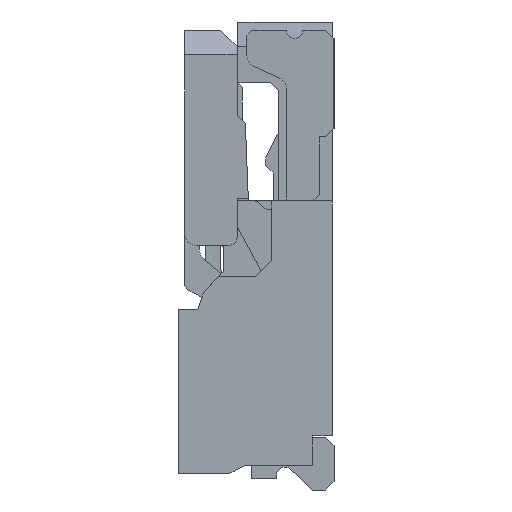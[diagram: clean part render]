
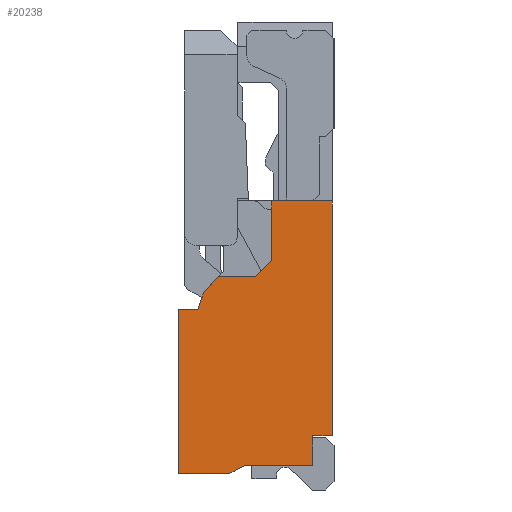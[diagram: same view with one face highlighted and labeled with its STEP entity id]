
A CAD part, left-side view. The second image highlights one B-rep face of the part: STEP entity #20238.
In plain terms, the highlighted planar face has unit normal (-1, 0, 0).
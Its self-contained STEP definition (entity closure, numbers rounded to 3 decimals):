
#2180=DIRECTION('',(0.,1.,0.));
#2181=VECTOR('',#2180,0.37);
#2182=CARTESIAN_POINT('',(-2.475,0.,0.));
#2183=LINE('',#2182,#2181);
#5104=DIRECTION('',(0.,-1.,0.));
#5105=VECTOR('',#5104,0.223);
#5106=CARTESIAN_POINT('',(-2.475,0.693,-0.46));
#5107=LINE('',#5106,#5105);
#5108=DIRECTION('',(0.,-0.707,0.707));
#5109=VECTOR('',#5108,0.141);
#5110=CARTESIAN_POINT('',(-2.475,0.47,-0.46));
#5111=LINE('',#5110,#5109);
#5112=DIRECTION('',(0.,0.,-1.));
#5113=VECTOR('',#5112,0.36);
#5114=CARTESIAN_POINT('',(-2.475,0.37,0.));
#5115=LINE('',#5114,#5113);
#5116=DIRECTION('',(0.,0.,-1.));
#5117=VECTOR('',#5116,1.43);
#5118=CARTESIAN_POINT('',(-2.475,0.,0.));
#5119=LINE('',#5118,#5117);
#5120=DIRECTION('',(0.,1.,0.));
#5121=VECTOR('',#5120,0.12);
#5122=CARTESIAN_POINT('',(-2.475,0.,-1.43));
#5123=LINE('',#5122,#5121);
#5124=DIRECTION('',(0.,0.,-1.));
#5125=VECTOR('',#5124,0.18);
#5126=CARTESIAN_POINT('',(-2.475,0.12,-1.43));
#5127=LINE('',#5126,#5125);
#5128=DIRECTION('',(0.,1.,0.));
#5129=VECTOR('',#5128,0.41);
#5130=CARTESIAN_POINT('',(-2.475,0.12,-1.61));
#5131=LINE('',#5130,#5129);
#5132=DIRECTION('',(0.,0.894,-0.447));
#5133=VECTOR('',#5132,0.112);
#5134=CARTESIAN_POINT('',(-2.475,0.53,-1.61));
#5135=LINE('',#5134,#5133);
#5136=DIRECTION('',(0.,1.,0.));
#5137=VECTOR('',#5136,0.31);
#5138=CARTESIAN_POINT('',(-2.475,0.63,-1.66));
#5139=LINE('',#5138,#5137);
#5140=DIRECTION('',(0.,0.,1.));
#5141=VECTOR('',#5140,1.);
#5142=CARTESIAN_POINT('',(-2.475,0.94,-1.66));
#5143=LINE('',#5142,#5141);
#5144=DIRECTION('',(0.,-1.,0.));
#5145=VECTOR('',#5144,0.12);
#5146=CARTESIAN_POINT('',(-2.475,0.94,-0.66));
#5147=LINE('',#5146,#5145);
#5148=DIRECTION('',(0.,-0.33,0.944));
#5149=VECTOR('',#5148,0.106);
#5150=CARTESIAN_POINT('',(-2.475,0.82,-0.66));
#5151=LINE('',#5150,#5149);
#5152=DIRECTION('',(0.,-0.678,0.735));
#5153=VECTOR('',#5152,0.136);
#5154=CARTESIAN_POINT('',(-2.475,0.785,-0.56));
#5155=LINE('',#5154,#5153);
#11103=CARTESIAN_POINT('',(-2.475,0.,-1.43));
#11104=CARTESIAN_POINT('',(-2.475,0.12,-1.43));
#11105=VERTEX_POINT('',#11103);
#11106=VERTEX_POINT('',#11104);
#11107=CARTESIAN_POINT('',(-2.475,0.12,-1.61));
#11108=VERTEX_POINT('',#11107);
#11109=CARTESIAN_POINT('',(-2.475,0.53,-1.61));
#11110=VERTEX_POINT('',#11109);
#11111=CARTESIAN_POINT('',(-2.475,0.63,-1.66));
#11112=VERTEX_POINT('',#11111);
#11113=CARTESIAN_POINT('',(-2.475,0.94,-1.66));
#11114=VERTEX_POINT('',#11113);
#11115=CARTESIAN_POINT('',(-2.475,0.94,-0.66));
#11116=VERTEX_POINT('',#11115);
#11117=CARTESIAN_POINT('',(-2.475,0.82,-0.66));
#11118=VERTEX_POINT('',#11117);
#11119=CARTESIAN_POINT('',(-2.475,0.785,-0.56));
#11120=VERTEX_POINT('',#11119);
#11183=CARTESIAN_POINT('',(-2.475,0.,0.));
#11184=VERTEX_POINT('',#11183);
#11985=CARTESIAN_POINT('',(-2.475,0.693,-0.46));
#11986=CARTESIAN_POINT('',(-2.475,0.47,-0.46));
#11987=VERTEX_POINT('',#11985);
#11988=VERTEX_POINT('',#11986);
#11989=CARTESIAN_POINT('',(-2.475,0.37,-0.36));
#11990=VERTEX_POINT('',#11989);
#11991=CARTESIAN_POINT('',(-2.475,0.37,0.));
#11992=VERTEX_POINT('',#11991);
#20213=CARTESIAN_POINT('',(-2.475,0.,0.));
#20214=DIRECTION('',(1.,0.,0.));
#20215=DIRECTION('',(0.,0.,-1.));
#20216=AXIS2_PLACEMENT_3D('',#20213,#20214,#20215);
#20217=PLANE('',#20216);
#20218=ORIENTED_EDGE('',*,*,#18342,.T.);
#20220=ORIENTED_EDGE('',*,*,#20219,.T.);
#20222=ORIENTED_EDGE('',*,*,#20221,.F.);
#20223=ORIENTED_EDGE('',*,*,#16971,.F.);
#20224=ORIENTED_EDGE('',*,*,#17616,.T.);
#20225=ORIENTED_EDGE('',*,*,#15494,.T.);
#20226=ORIENTED_EDGE('',*,*,#17085,.T.);
#20227=ORIENTED_EDGE('',*,*,#17342,.T.);
#20228=ORIENTED_EDGE('',*,*,#20056,.T.);
#20229=ORIENTED_EDGE('',*,*,#19924,.T.);
#20231=ORIENTED_EDGE('',*,*,#20230,.T.);
#20232=ORIENTED_EDGE('',*,*,#19816,.T.);
#20234=ORIENTED_EDGE('',*,*,#20233,.T.);
#20235=ORIENTED_EDGE('',*,*,#18294,.T.);
#20236=EDGE_LOOP('',(#20218,#20220,#20222,#20223,#20224,#20225,#20226,#20227,
#20228,#20229,#20231,#20232,#20234,#20235));
#20237=FACE_OUTER_BOUND('',#20236,.F.);
#20238=ADVANCED_FACE('',(#20237),#20217,.F.);
#15494=EDGE_CURVE('',#11105,#11106,#5123,.T.);
#16971=EDGE_CURVE('',#11184,#11992,#2183,.T.);
#17085=EDGE_CURVE('',#11106,#11108,#5127,.T.);
#17342=EDGE_CURVE('',#11108,#11110,#5131,.T.);
#17616=EDGE_CURVE('',#11184,#11105,#5119,.T.);
#18294=EDGE_CURVE('',#11120,#11987,#5155,.T.);
#18342=EDGE_CURVE('',#11987,#11988,#5107,.T.);
#19816=EDGE_CURVE('',#11116,#11118,#5147,.T.);
#19924=EDGE_CURVE('',#11112,#11114,#5139,.T.);
#20056=EDGE_CURVE('',#11110,#11112,#5135,.T.);
#20219=EDGE_CURVE('',#11988,#11990,#5111,.T.);
#20221=EDGE_CURVE('',#11992,#11990,#5115,.T.);
#20230=EDGE_CURVE('',#11114,#11116,#5143,.T.);
#20233=EDGE_CURVE('',#11118,#11120,#5151,.T.);
